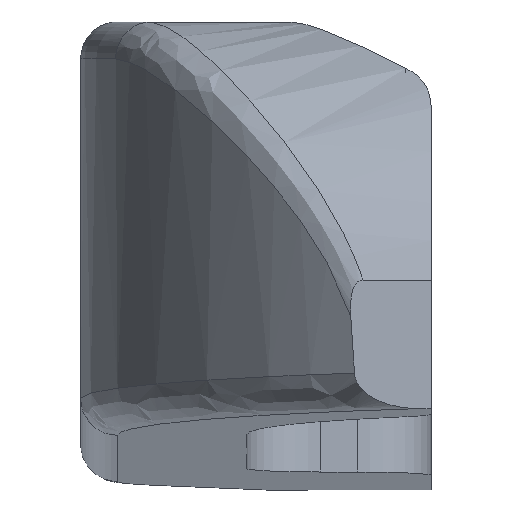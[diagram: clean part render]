
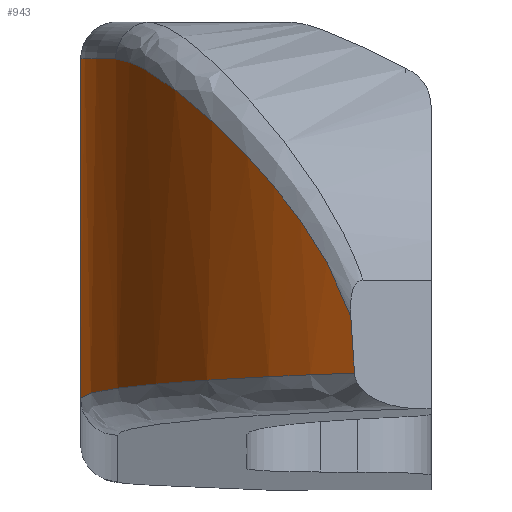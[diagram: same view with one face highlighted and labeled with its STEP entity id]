
A CAD part, left-side view. The second image highlights one B-rep face of the part: STEP entity #943.
In plain terms, the highlighted cylindrical face has radius 18.5 mm (diameter 37 mm), a partial arc.
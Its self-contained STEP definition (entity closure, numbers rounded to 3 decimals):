
#3 = CARTESIAN_POINT ( 'NONE',  ( 9.223, 10.664, -1.084 ) ) ;
#19 = CYLINDRICAL_SURFACE ( 'NONE', #935, 18.5 ) ;
#70 = DIRECTION ( 'NONE',  ( 0., 0., -1. ) ) ;
#109 = CARTESIAN_POINT ( 'NONE',  ( 6.322, 9.177, -2.051 ) ) ;
#124 = ORIENTED_EDGE ( 'NONE', *, *, #810, .T. ) ;
#128 = CARTESIAN_POINT ( 'NONE',  ( 4.293, 7.71, -3.403 ) ) ;
#170 = AXIS2_PLACEMENT_3D ( 'NONE', #1039, #70, #693 ) ;
#186 = ORIENTED_EDGE ( 'NONE', *, *, #309, .T. ) ;
#211 = VERTEX_POINT ( 'NONE', #1131 ) ;
#215 = CARTESIAN_POINT ( 'NONE',  ( 10.207, 12., -9.924 ) ) ;
#243 = VERTEX_POINT ( 'NONE', #1306 ) ;
#247 = CARTESIAN_POINT ( 'NONE',  ( 3.935, 7.403, -3.725 ) ) ;
#253 = CARTESIAN_POINT ( 'NONE',  ( 6.101, 9.036, -2.168 ) ) ;
#284 = CARTESIAN_POINT ( 'NONE',  ( 1.41, 4.681, -7.977 ) ) ;
#309 = EDGE_CURVE ( 'NONE', #357, #211, #1374, .T. ) ;
#357 = VERTEX_POINT ( 'NONE', #552 ) ;
#397 = ORIENTED_EDGE ( 'NONE', *, *, #872, .F. ) ;
#439 = CARTESIAN_POINT ( 'NONE',  ( 1.571, 4.891, -7.468 ) ) ;
#471 = LINE ( 'NONE', #951, #1242 ) ;
#489 = FACE_OUTER_BOUND ( 'NONE', #1201, .T. ) ;
#507 = CARTESIAN_POINT ( 'NONE',  ( 7.004, 9.584, -1.733 ) ) ;
#552 = CARTESIAN_POINT ( 'NONE',  ( 16.148, 12., -10.198 ) ) ;
#553 = CARTESIAN_POINT ( 'NONE',  ( 1.45, 4.735, -7.85 ) ) ;
#609 = VERTEX_POINT ( 'NONE', #284 ) ;
#614 = CARTESIAN_POINT ( 'NONE',  ( 2.96, 6.48, -4.792 ) ) ;
#619 = CARTESIAN_POINT ( 'NONE',  ( 5.457, 8.607, -2.537 ) ) ;
#621 = CARTESIAN_POINT ( 'NONE',  ( 16.148, -6.5, -12.681 ) ) ;
#691 = ORIENTED_EDGE ( 'NONE', *, *, #1429, .T. ) ;
#693 = DIRECTION ( 'NONE',  ( -1., 0., 0. ) ) ;
#702 = CARTESIAN_POINT ( 'NONE',  ( 1.385, 4.648, -8.491 ) ) ;
#715 = CARTESIAN_POINT ( 'NONE',  ( 1.36, 4.615, -9.004 ) ) ;
#731 = CARTESIAN_POINT ( 'NONE',  ( 6.774, 9.451, -1.834 ) ) ;
#741 = DIRECTION ( 'NONE',  ( 1., 0., 0. ) ) ;
#810 = EDGE_CURVE ( 'NONE', #211, #609, #968, .T. ) ;
#861 = CARTESIAN_POINT ( 'NONE',  ( 8.199, 10.215, -1.305 ) ) ;
#870 = DIRECTION ( 'NONE',  ( 0., 0., 1. ) ) ;
#872 = EDGE_CURVE ( 'NONE', #357, #1049, #471, .T. ) ;
#914 = ORIENTED_EDGE ( 'NONE', *, *, #1279, .T. ) ;
#920 = CARTESIAN_POINT ( 'NONE',  ( 1.736, 5.099, -6.96 ) ) ;
#935 = AXIS2_PLACEMENT_3D ( 'NONE', #621, #870, #741 ) ;
#943 = ADVANCED_FACE ( 'NONE', ( #489 ), #19, .T. ) ;
#951 = CARTESIAN_POINT ( 'NONE',  ( 16.148, 12., -12.681 ) ) ;
#968 =( BOUNDED_CURVE ( )  B_SPLINE_CURVE ( 3, ( #1320, #715, #702, #1580 ),
 .UNSPECIFIED., .F., .T. ) 
 B_SPLINE_CURVE_WITH_KNOTS ( ( 4, 4 ),
 ( 3.784, 3.791 ),
 .UNSPECIFIED. ) 
 CURVE ( )  GEOMETRIC_REPRESENTATION_ITEM ( )  RATIONAL_B_SPLINE_CURVE ( ( 1., 1., 1., 1. ) ) 
 REPRESENTATION_ITEM ( '' )  );
#1039 = CARTESIAN_POINT ( 'NONE',  ( 16.148, -6.5, -1. ) ) ;
#1040 = CARTESIAN_POINT ( 'NONE',  ( 1.335, 4.582, -9.514 ) ) ;
#1043 = CARTESIAN_POINT ( 'NONE',  ( 1.49, 4.787, -7.723 ) ) ;
#1049 = VERTEX_POINT ( 'NONE', #1493 ) ;
#1053 = CARTESIAN_POINT ( 'NONE',  ( 4.894, 9.34, -9.678 ) ) ;
#1077 = B_SPLINE_CURVE_WITH_KNOTS ( 'NONE', 3,
 ( #1159, #553, #1043, #439, #1173, #920, #1417, #1461, #1470, #614, #1082, #247, #128, #1455, #619, #253, #109, #731, #507, #1232, #861, #3, #1216, #1584 ),
 .UNSPECIFIED., .F., .F.,
 ( 4, 2, 2, 2, 2, 2, 2, 2, 2, 2, 2, 4 ),
 ( 0., 0., 0.001, 0.002, 0.003, 0.005, 0.007, 0.009, 0.009, 0.01, 0.012, 0.014 ),
 .UNSPECIFIED. ) ;
#1082 = CARTESIAN_POINT ( 'NONE',  ( 3.266, 6.786, -4.422 ) ) ;
#1131 = CARTESIAN_POINT ( 'NONE',  ( 1.335, 4.582, -9.514 ) ) ;
#1159 = CARTESIAN_POINT ( 'NONE',  ( 1.41, 4.681, -7.977 ) ) ;
#1173 = CARTESIAN_POINT ( 'NONE',  ( 1.611, 4.942, -7.34 ) ) ;
#1180 = CARTESIAN_POINT ( 'NONE',  ( 16.148, 12., -10.198 ) ) ;
#1201 = EDGE_LOOP ( 'NONE', ( #397, #186, #124, #914, #691 ) ) ;
#1216 = CARTESIAN_POINT ( 'NONE',  ( 9.76, 10.871, -1.014 ) ) ;
#1232 = CARTESIAN_POINT ( 'NONE',  ( 7.71, 9.972, -1.457 ) ) ;
#1242 = VECTOR ( 'NONE', #1412, 1000. ) ;
#1279 = EDGE_CURVE ( 'NONE', #609, #243, #1077, .T. ) ;
#1306 = CARTESIAN_POINT ( 'NONE',  ( 10.306, 11.053, -1. ) ) ;
#1320 = CARTESIAN_POINT ( 'NONE',  ( 1.335, 4.582, -9.514 ) ) ;
#1374 =( BOUNDED_CURVE ( )  B_SPLINE_CURVE ( 3, ( #1180, #215, #1053, #1040 ),
 .UNSPECIFIED., .F., .T. ) 
 B_SPLINE_CURVE_WITH_KNOTS ( ( 4, 4 ),
 ( 4.712, 5.641 ),
 .UNSPECIFIED. ) 
 CURVE ( )  GEOMETRIC_REPRESENTATION_ITEM ( )  RATIONAL_B_SPLINE_CURVE ( ( 1., 0.929, 0.929, 1. ) ) 
 REPRESENTATION_ITEM ( '' )  );
#1412 = DIRECTION ( 'NONE',  ( 0., 0., 1. ) ) ;
#1417 = CARTESIAN_POINT ( 'NONE',  ( 1.832, 5.218, -6.718 ) ) ;
#1429 = EDGE_CURVE ( 'NONE', #243, #1049, #1558, .T. ) ;
#1455 = CARTESIAN_POINT ( 'NONE',  ( 5.054, 8.312, -2.809 ) ) ;
#1461 = CARTESIAN_POINT ( 'NONE',  ( 2.152, 5.603, -6.015 ) ) ;
#1470 = CARTESIAN_POINT ( 'NONE',  ( 2.403, 5.889, -5.588 ) ) ;
#1493 = CARTESIAN_POINT ( 'NONE',  ( 16.148, 12., -1. ) ) ;
#1558 = CIRCLE ( 'NONE', #170, 18.5 ) ;
#1580 = CARTESIAN_POINT ( 'NONE',  ( 1.41, 4.681, -7.977 ) ) ;
#1584 = CARTESIAN_POINT ( 'NONE',  ( 10.306, 11.053, -1. ) ) ;
